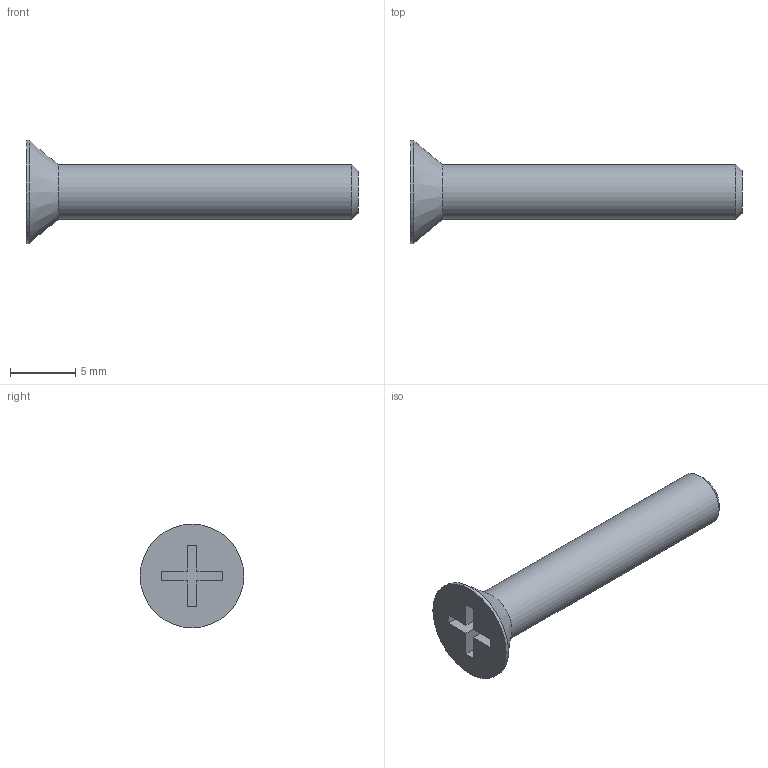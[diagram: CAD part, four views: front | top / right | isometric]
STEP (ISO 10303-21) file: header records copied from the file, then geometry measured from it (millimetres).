
FILE_DESCRIPTION(/* description */ (''),/* implementation_level */ '2;1');
FILE_NAME(/* name */ 'FIN_INCH832_1_1.stp',/* time_stamp */ '2017-01-08T12:17:54-05:00',/* author */ ('jeff1'),/* organization */ (''),/* preprocessor_version */ 'ST-DEVELOPER v16.5',/* originating_system */ 'Autodesk Inventor 2017',/* authorisation */ '');
FILE_SCHEMA (('AUTOMOTIVE_DESIGN { 1 0 10303 214 3 1 1 }'));
Length unit declared in the file: inch
Products named in the file (1): FIN_INCH832_1_1
Bounding box: 25.4 x 7.92 x 7.92 mm (x, y, z)
Volume: 378.2 mm3; surface area: 453.5 mm2
Topology: 1 solids, 1 shells, 19 faces, 48 edges, 32 vertices
Faces by surface type: plane 15, cylinder 2, cone 2
Full cylindrical faces by diameter (mm): 4.166 x1, 7.925 x1
Entity records: 552 total; most frequent: CARTESIAN_POINT 90, DIRECTION 86, ORIENTED_EDGE 82, EDGE_CURVE 41, LINE 36, VECTOR 36, VERTEX_POINT 29, AXIS2_PLACEMENT_3D 25
